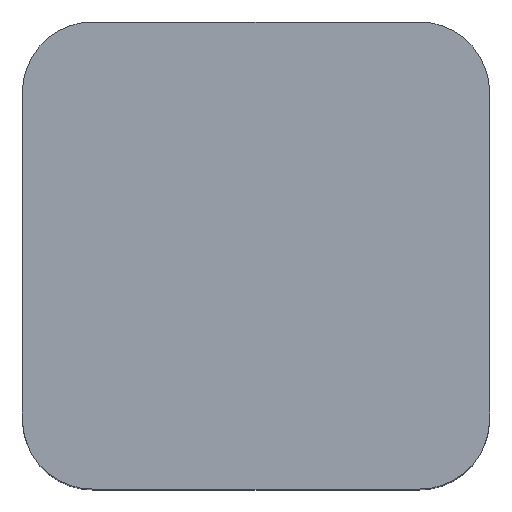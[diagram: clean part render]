
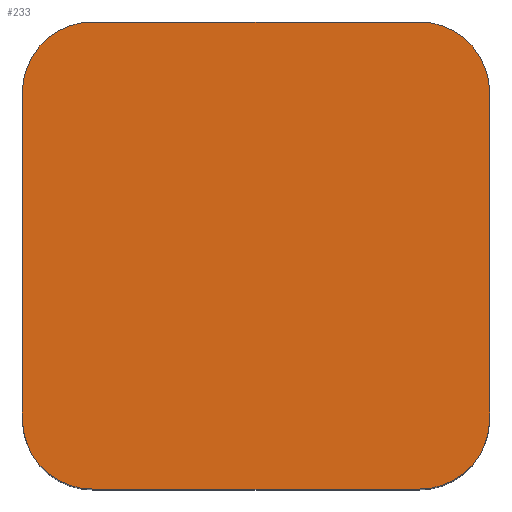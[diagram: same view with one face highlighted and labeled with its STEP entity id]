
A CAD part, top view. The second image highlights one B-rep face of the part: STEP entity #233.
In plain terms, the highlighted planar face has unit normal (0, 0, 1).
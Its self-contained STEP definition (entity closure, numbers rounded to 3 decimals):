
#24=PLANE('',#273);
#38=FACE_OUTER_BOUND('',#54,.T.);
#54=EDGE_LOOP('',(#202,#203,#204,#205,#206,#207,#208,#209));
#63=LINE('',#375,#81);
#69=LINE('',#395,#87);
#72=LINE('',#403,#90);
#74=LINE('',#409,#92);
#81=VECTOR('',#302,10.);
#87=VECTOR('',#322,10.);
#90=VECTOR('',#331,10.);
#92=VECTOR('',#339,10.);
#96=CIRCLE('',#257,3.);
#101=CIRCLE('',#265,3.);
#102=CIRCLE('',#268,3.);
#103=CIRCLE('',#271,3.);
#108=VERTEX_POINT('',#362);
#109=VERTEX_POINT('',#363);
#113=VERTEX_POINT('',#373);
#119=VERTEX_POINT('',#389);
#120=VERTEX_POINT('',#393);
#121=VERTEX_POINT('',#397);
#122=VERTEX_POINT('',#401);
#123=VERTEX_POINT('',#405);
#129=EDGE_CURVE('',#108,#109,#96,.T.);
#135=EDGE_CURVE('',#108,#113,#63,.T.);
#142=EDGE_CURVE('',#119,#113,#101,.T.);
#145=EDGE_CURVE('',#119,#120,#69,.T.);
#146=EDGE_CURVE('',#121,#120,#102,.T.);
#149=EDGE_CURVE('',#121,#122,#72,.T.);
#150=EDGE_CURVE('',#123,#122,#103,.T.);
#152=EDGE_CURVE('',#123,#109,#74,.T.);
#202=ORIENTED_EDGE('',*,*,#129,.F.);
#203=ORIENTED_EDGE('',*,*,#135,.T.);
#204=ORIENTED_EDGE('',*,*,#142,.F.);
#205=ORIENTED_EDGE('',*,*,#145,.T.);
#206=ORIENTED_EDGE('',*,*,#146,.F.);
#207=ORIENTED_EDGE('',*,*,#149,.T.);
#208=ORIENTED_EDGE('',*,*,#150,.F.);
#209=ORIENTED_EDGE('',*,*,#152,.T.);
#233=ADVANCED_FACE('',(#38),#24,.T.);
#257=AXIS2_PLACEMENT_3D('',#364,#292,#293);
#265=AXIS2_PLACEMENT_3D('',#390,#316,#317);
#268=AXIS2_PLACEMENT_3D('',#398,#325,#326);
#271=AXIS2_PLACEMENT_3D('',#406,#334,#335);
#273=AXIS2_PLACEMENT_3D('',#410,#340,#341);
#292=DIRECTION('center_axis',(0.,0.,-1.));
#293=DIRECTION('ref_axis',(0.707,0.707,0.));
#302=DIRECTION('',(-1.,0.,0.));
#316=DIRECTION('center_axis',(0.,0.,-1.));
#317=DIRECTION('ref_axis',(-0.707,0.707,0.));
#322=DIRECTION('',(0.,-1.,0.));
#325=DIRECTION('center_axis',(0.,0.,-1.));
#326=DIRECTION('ref_axis',(-0.707,-0.707,0.));
#331=DIRECTION('',(1.,0.,0.));
#334=DIRECTION('center_axis',(0.,0.,-1.));
#335=DIRECTION('ref_axis',(0.707,-0.707,0.));
#339=DIRECTION('',(0.,1.,0.));
#340=DIRECTION('center_axis',(0.,0.,1.));
#341=DIRECTION('ref_axis',(1.,0.,0.));
#362=CARTESIAN_POINT('',(17.,20.,22.5));
#363=CARTESIAN_POINT('',(20.,17.,22.5));
#364=CARTESIAN_POINT('Origin',(17.,17.,22.5));
#373=CARTESIAN_POINT('',(3.,20.,22.5));
#375=CARTESIAN_POINT('',(20.,20.,22.5));
#389=CARTESIAN_POINT('',(0.,17.,22.5));
#390=CARTESIAN_POINT('Origin',(3.,17.,22.5));
#393=CARTESIAN_POINT('',(0.,3.,22.5));
#395=CARTESIAN_POINT('',(0.,20.,22.5));
#397=CARTESIAN_POINT('',(3.,0.,22.5));
#398=CARTESIAN_POINT('Origin',(3.,3.,22.5));
#401=CARTESIAN_POINT('',(17.,0.,22.5));
#403=CARTESIAN_POINT('',(0.,0.,22.5));
#405=CARTESIAN_POINT('',(20.,3.,22.5));
#406=CARTESIAN_POINT('Origin',(17.,3.,22.5));
#409=CARTESIAN_POINT('',(20.,0.,22.5));
#410=CARTESIAN_POINT('Origin',(10.,10.,22.5));
